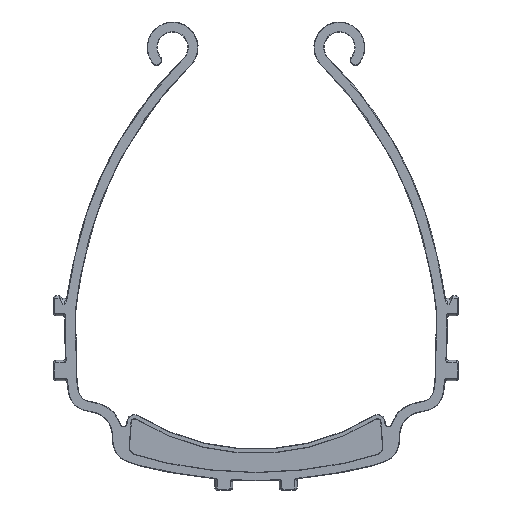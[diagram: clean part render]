
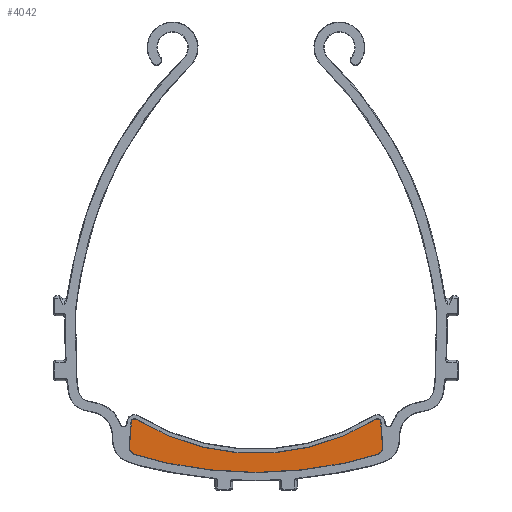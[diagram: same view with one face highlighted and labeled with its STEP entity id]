
A CAD part, top view. The second image highlights one B-rep face of the part: STEP entity #4042.
In plain terms, the highlighted planar face has unit normal (0, 0, 1).
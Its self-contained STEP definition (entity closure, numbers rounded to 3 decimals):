
#228=PLANE('',#4271);
#425=FACE_OUTER_BOUND('',#664,.T.);
#664=EDGE_LOOP('',(#3622,#3623,#3624,#3625,#3626,#3627,#3628,#3629,#3630));
#746=LINE('',#7790,#900);
#831=LINE('',#12330,#985);
#900=VECTOR('',#4441,10.);
#985=VECTOR('',#4744,10.);
#1042=CIRCLE('',#4157,1.25);
#1100=CIRCLE('',#4266,89.25);
#1103=CIRCLE('',#4270,1.25);
#1275=B_SPLINE_CURVE_WITH_KNOTS('',3,(#7825,#7826,#7827,#7828,#7829),
 .UNSPECIFIED.,.F.,.F.,(4,1,4),(-0.391,-0.224,0.),
 .UNSPECIFIED.);
#1277=B_SPLINE_CURVE_WITH_KNOTS('',3,(#7854,#7855,#7856,#7857),
 .UNSPECIFIED.,.F.,.F.,(4,4),(-1.932,-1.),.UNSPECIFIED.);
#1477=B_SPLINE_CURVE_WITH_KNOTS('',3,(#12364,#12365,#12366,#12367,#12368),
 .UNSPECIFIED.,.F.,.F.,(4,1,4),(-0.391,-0.224,0.),
 .UNSPECIFIED.);
#1480=B_SPLINE_CURVE_WITH_KNOTS('',3,(#12396,#12397,#12398,#12399),
 .UNSPECIFIED.,.F.,.F.,(4,4),(-1.932,-1.),.UNSPECIFIED.);
#1656=VERTEX_POINT('',#7784);
#1658=VERTEX_POINT('',#7788);
#1659=VERTEX_POINT('',#7792);
#1662=VERTEX_POINT('',#7823);
#1663=VERTEX_POINT('',#7846);
#1880=VERTEX_POINT('',#12327);
#1881=VERTEX_POINT('',#12329);
#1883=VERTEX_POINT('',#12335);
#1885=VERTEX_POINT('',#12363);
#2129=EDGE_CURVE('',#1656,#1658,#746,.T.);
#2130=EDGE_CURVE('',#1659,#1656,#1042,.T.);
#2135=EDGE_CURVE('',#1658,#1662,#1275,.T.);
#2137=EDGE_CURVE('',#1662,#1663,#1277,.T.);
#2477=EDGE_CURVE('',#1880,#1881,#831,.T.);
#2480=EDGE_CURVE('',#1659,#1883,#1100,.T.);
#2484=EDGE_CURVE('',#1883,#1880,#1103,.T.);
#2485=EDGE_CURVE('',#1881,#1885,#1477,.T.);
#2489=EDGE_CURVE('',#1885,#1663,#1480,.T.);
#3622=ORIENTED_EDGE('',*,*,#2489,.F.);
#3623=ORIENTED_EDGE('',*,*,#2485,.F.);
#3624=ORIENTED_EDGE('',*,*,#2477,.F.);
#3625=ORIENTED_EDGE('',*,*,#2484,.F.);
#3626=ORIENTED_EDGE('',*,*,#2480,.F.);
#3627=ORIENTED_EDGE('',*,*,#2130,.T.);
#3628=ORIENTED_EDGE('',*,*,#2129,.T.);
#3629=ORIENTED_EDGE('',*,*,#2135,.T.);
#3630=ORIENTED_EDGE('',*,*,#2137,.T.);
#4042=ADVANCED_FACE('',(#425),#228,.T.);
#4157=AXIS2_PLACEMENT_3D('',#7793,#4444,#4445);
#4266=AXIS2_PLACEMENT_3D('',#12336,#4749,#4750);
#4270=AXIS2_PLACEMENT_3D('',#12342,#4758,#4759);
#4271=AXIS2_PLACEMENT_3D('',#12400,#4761,#4762);
#4441=DIRECTION('',(-0.074,-0.997,0.));
#4444=DIRECTION('center_axis',(0.,0.,
1.));
#4445=DIRECTION('ref_axis',(-0.997,0.076,0.));
#4744=DIRECTION('',(0.074,-0.997,0.));
#4749=DIRECTION('center_axis',(0.,0.,1.));
#4750=DIRECTION('ref_axis',(0.,-1.,0.));
#4758=DIRECTION('center_axis',(0.,0.,-1.));
#4759=DIRECTION('ref_axis',(0.997,0.076,0.));
#4761=DIRECTION('center_axis',(0.,0.,1.));
#4762=DIRECTION('ref_axis',(1.,0.,0.));
#7784=CARTESIAN_POINT('',(-48.935,-6.82,0.75));
#7788=CARTESIAN_POINT('',(-49.658,-16.571,0.75));
#7790=CARTESIAN_POINT('',(-49.214,-10.579,0.75));
#7792=CARTESIAN_POINT('',(-47.03,-5.853,0.75));
#7793=CARTESIAN_POINT('Origin',(-47.689,-6.916,0.75));
#7823=CARTESIAN_POINT('',(-47.741,-19.516,0.75));
#7825=CARTESIAN_POINT('Ctrl Pts',(-49.658,-16.571,0.75));
#7826=CARTESIAN_POINT('Ctrl Pts',(-49.697,-17.11,0.75));
#7827=CARTESIAN_POINT('Ctrl Pts',(-49.43,-18.393,0.75));
#7828=CARTESIAN_POINT('Ctrl Pts',(-48.42,-19.274,0.75));
#7829=CARTESIAN_POINT('Ctrl Pts',(-47.741,-19.516,0.75));
#7846=CARTESIAN_POINT('',(0.,-26.644,0.75));
#7854=CARTESIAN_POINT('Ctrl Pts',(-47.741,-19.516,0.75));
#7855=CARTESIAN_POINT('Ctrl Pts',(-37.31,-23.24,0.75));
#7856=CARTESIAN_POINT('Ctrl Pts',(-17.461,-26.644,0.75));
#7857=CARTESIAN_POINT('Ctrl Pts',(0.,-26.644,0.75));
#12327=CARTESIAN_POINT('',(48.935,-6.82,0.75));
#12329=CARTESIAN_POINT('',(49.658,-16.571,0.75));
#12330=CARTESIAN_POINT('',(49.214,-10.579,0.75));
#12335=CARTESIAN_POINT('',(47.03,-5.853,0.75));
#12336=CARTESIAN_POINT('Origin',(0.,70.,0.75));
#12342=CARTESIAN_POINT('Origin',(47.689,-6.916,0.75));
#12363=CARTESIAN_POINT('',(47.741,-19.516,0.75));
#12364=CARTESIAN_POINT('Ctrl Pts',(49.658,-16.571,0.75));
#12365=CARTESIAN_POINT('Ctrl Pts',(49.697,-17.11,0.75));
#12366=CARTESIAN_POINT('Ctrl Pts',(49.43,-18.393,0.75));
#12367=CARTESIAN_POINT('Ctrl Pts',(48.42,-19.274,0.75));
#12368=CARTESIAN_POINT('Ctrl Pts',(47.741,-19.516,0.75));
#12396=CARTESIAN_POINT('Ctrl Pts',(47.741,-19.516,0.75));
#12397=CARTESIAN_POINT('Ctrl Pts',(37.31,-23.24,0.75));
#12398=CARTESIAN_POINT('Ctrl Pts',(17.461,-26.644,0.75));
#12399=CARTESIAN_POINT('Ctrl Pts',(0.,-26.644,
0.75));
#12400=CARTESIAN_POINT('Origin',(24.961,-16.155,0.75));
